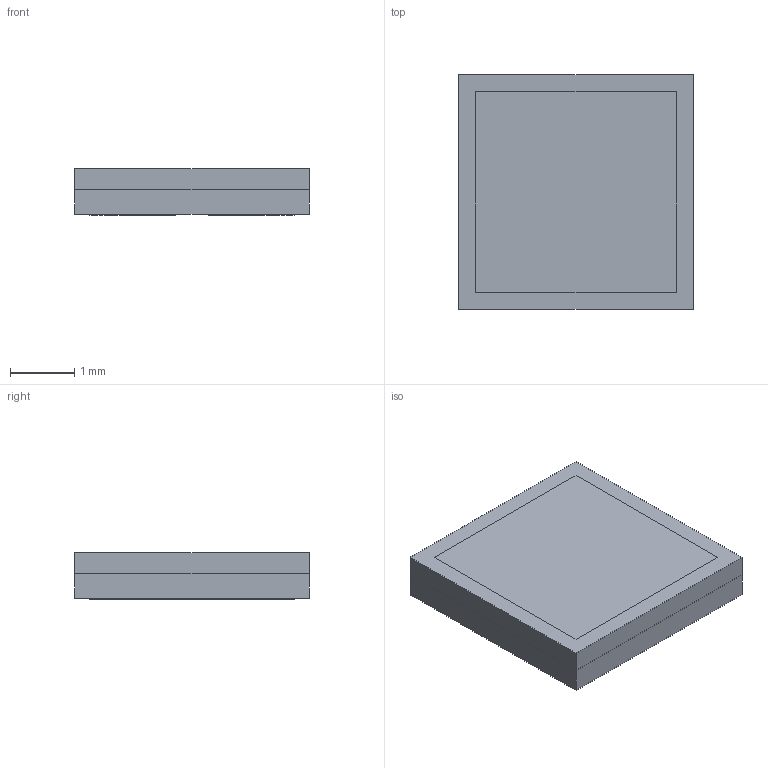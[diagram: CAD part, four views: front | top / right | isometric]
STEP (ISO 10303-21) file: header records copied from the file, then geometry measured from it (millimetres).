
FILE_DESCRIPTION (( 'STEP AP214' ), '1' );
FILE_NAME ('NV4WB35AM.STEP', '2020-11-04T00:30:01', ( '' ), ( '' ), 'SwSTEP 2.0', 'SolidWorks 2019', '' );
FILE_SCHEMA (( 'AUTOMOTIVE_DESIGN' ));
Length unit declared in the file: millimetre
Products named in the file (4): Part3; Part1; Part2; NV4WB35AM
Assembly tree (3 placements, depth 2):
  NV4WB35AM
    Part1
    Part2
    Part3
Bounding box: 3.65 x 3.65 x 0.73 mm (x, y, z)
Volume: 9.6 mm3; surface area: 84.7 mm2
Topology: 3 solids, 3 shells, 49 faces, 120 edges, 80 vertices
Faces by surface type: plane 41, cylinder 8
Entity records: 1584 total; most frequent: CARTESIAN_POINT 255, DIRECTION 246, ORIENTED_EDGE 240, EDGE_CURVE 120, LINE 104, VECTOR 104, VERTEX_POINT 80, AXIS2_PLACEMENT_3D 71
